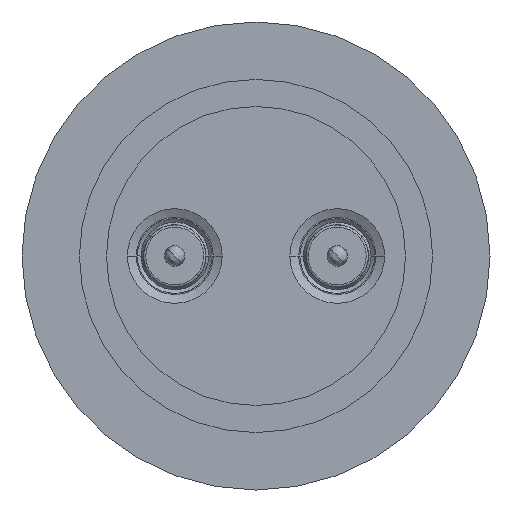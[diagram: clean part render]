
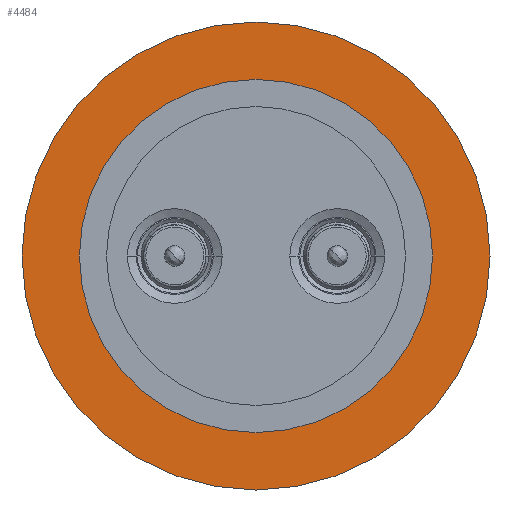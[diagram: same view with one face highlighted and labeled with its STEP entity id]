
A CAD part, front view. The second image highlights one B-rep face of the part: STEP entity #4484.
In plain terms, the highlighted planar face has unit normal (0, -1, 0).
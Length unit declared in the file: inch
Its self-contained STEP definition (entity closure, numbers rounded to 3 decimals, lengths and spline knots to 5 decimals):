
#718 = CARTESIAN_POINT ( 'NONE',  ( 0., 0., 0. ) ) ;
#721 = PLANE ( 'NONE',  #5673 ) ;
#723 = DIRECTION ( 'NONE',  ( 0., 1., 0. ) ) ;
#724 = DIRECTION ( 'NONE',  ( 1., 0., 0. ) ) ;
#969 = ORIENTED_EDGE ( 'NONE', *, *, #4096, .F. ) ;
#1154 = ORIENTED_EDGE ( 'NONE', *, *, #4039, .F. ) ;
#1156 = ORIENTED_EDGE ( 'NONE', *, *, #4076, .F. ) ;
#1157 = ORIENTED_EDGE ( 'NONE', *, *, #4063, .F. ) ;
#1196 = DIRECTION ( 'NONE',  ( 1., 0., 0. ) ) ;
#1197 = DIRECTION ( 'NONE',  ( 0., 1., 0. ) ) ;
#1198 = CARTESIAN_POINT ( 'NONE',  ( 0., 0., 0. ) ) ;
#1218 = DIRECTION ( 'NONE',  ( 1., 0., 0. ) ) ;
#1219 = DIRECTION ( 'NONE',  ( 0., 1., 0. ) ) ;
#1220 = CARTESIAN_POINT ( 'NONE',  ( 0., 0., 0. ) ) ;
#1238 = DIRECTION ( 'NONE',  ( -1., 0., 0. ) ) ;
#1239 = DIRECTION ( 'NONE',  ( 0., -1., 0. ) ) ;
#1240 = CARTESIAN_POINT ( 'NONE',  ( 0., 0., 0. ) ) ;
#2391 = CIRCLE ( 'NONE', #4731, 0.815 ) ;
#2401 = CIRCLE ( 'NONE', #4728, 1.08 ) ;
#2408 = CIRCLE ( 'NONE', #4724, 1.08 ) ;
#2421 = CIRCLE ( 'NONE', #4719, 0.815 ) ;
#3120 = VERTEX_POINT ( 'NONE', #3405 ) ;
#3122 = VERTEX_POINT ( 'NONE', #3402 ) ;
#3124 = VERTEX_POINT ( 'NONE', #3395 ) ;
#3127 = VERTEX_POINT ( 'NONE', #3390 ) ;
#3390 = CARTESIAN_POINT ( 'NONE',  ( -1.08, 0., 0. ) ) ;
#3395 = CARTESIAN_POINT ( 'NONE',  ( -0.815, 0., 0. ) ) ;
#3402 = CARTESIAN_POINT ( 'NONE',  ( 0.815, 0., 0. ) ) ;
#3405 = CARTESIAN_POINT ( 'NONE',  ( 1.08, 0., 0. ) ) ;
#4039 = EDGE_CURVE ( 'NONE', #3122, #3124, #2391, .T. ) ;
#4063 = EDGE_CURVE ( 'NONE', #3120, #3127, #2401, .T. ) ;
#4076 = EDGE_CURVE ( 'NONE', #3127, #3120, #2408, .T. ) ;
#4096 = EDGE_CURVE ( 'NONE', #3124, #3122, #2421, .T. ) ;
#4387 = EDGE_LOOP ( 'NONE', ( #1156, #1157 ) ) ;
#4389 = EDGE_LOOP ( 'NONE', ( #969, #1154 ) ) ;
#4484 = ADVANCED_FACE ( 'NONE', ( #5315, #5321 ), #721, .F. ) ;
#4719 = AXIS2_PLACEMENT_3D ( 'NONE', #6233, #6232, #6231 ) ;
#4724 = AXIS2_PLACEMENT_3D ( 'NONE', #1198, #1197, #1196 ) ;
#4728 = AXIS2_PLACEMENT_3D ( 'NONE', #1220, #1219, #1218 ) ;
#4731 = AXIS2_PLACEMENT_3D ( 'NONE', #1240, #1239, #1238 ) ;
#5315 = FACE_BOUND ( 'NONE', #4389, .T. ) ;
#5321 = FACE_OUTER_BOUND ( 'NONE', #4387, .T. ) ;
#5673 = AXIS2_PLACEMENT_3D ( 'NONE', #718, #723, #724 ) ;
#6231 = DIRECTION ( 'NONE',  ( -1., 0., 0. ) ) ;
#6232 = DIRECTION ( 'NONE',  ( 0., -1., 0. ) ) ;
#6233 = CARTESIAN_POINT ( 'NONE',  ( 0., 0., 0. ) ) ;
